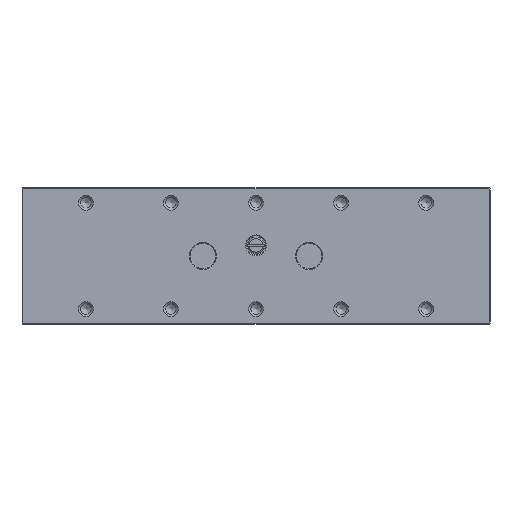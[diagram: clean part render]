
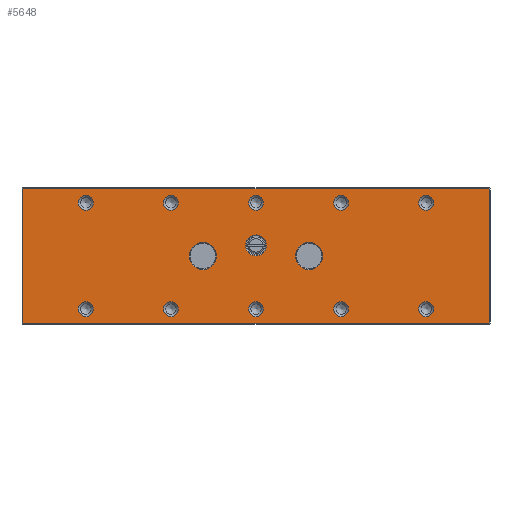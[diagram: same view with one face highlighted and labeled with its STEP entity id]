
A CAD part, top view. The second image highlights one B-rep face of the part: STEP entity #5648.
In plain terms, the highlighted planar face has unit normal (0, 0, 1).
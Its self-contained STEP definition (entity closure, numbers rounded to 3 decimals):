
#4739=FACE_BOUND('',#10563,.T.);
#4740=FACE_BOUND('',#10564,.T.);
#4741=FACE_BOUND('',#10565,.T.);
#4742=FACE_BOUND('',#10566,.T.);
#4743=FACE_BOUND('',#10567,.T.);
#4744=FACE_BOUND('',#10568,.T.);
#4745=FACE_BOUND('',#10569,.T.);
#4746=FACE_BOUND('',#10570,.T.);
#4747=FACE_BOUND('',#10571,.T.);
#4748=FACE_BOUND('',#10572,.T.);
#4749=FACE_BOUND('',#10573,.T.);
#4750=FACE_BOUND('',#10574,.T.);
#4751=FACE_BOUND('',#10575,.T.);
#4752=FACE_BOUND('',#10576,.T.);
#4912=CIRCLE('',#38731,2.45);
#4913=CIRCLE('',#38732,3.2);
#4914=CIRCLE('',#38733,3.2);
#4915=CIRCLE('',#38734,1.75);
#4916=CIRCLE('',#38735,1.75);
#4917=CIRCLE('',#38736,1.75);
#4918=CIRCLE('',#38737,1.75);
#4919=CIRCLE('',#38738,1.75);
#4920=CIRCLE('',#38739,1.75);
#4921=CIRCLE('',#38740,1.75);
#4922=CIRCLE('',#38741,1.75);
#4923=CIRCLE('',#38742,1.75);
#4924=CIRCLE('',#38743,1.75);
#5648=ADVANCED_FACE('',(#4739,#4740,#4741,#4742,#4743,#4744,#4745,#4746,
#4747,#4748,#4749,#4750,#4751,#4752),#7346,.F.);
#7346=PLANE('',#38744);
#10563=EDGE_LOOP('',(#15930));
#10564=EDGE_LOOP('',(#15931));
#10565=EDGE_LOOP('',(#15932));
#10566=EDGE_LOOP('',(#15933));
#10567=EDGE_LOOP('',(#15934));
#10568=EDGE_LOOP('',(#15935));
#10569=EDGE_LOOP('',(#15936));
#10570=EDGE_LOOP('',(#15937));
#10571=EDGE_LOOP('',(#15938));
#10572=EDGE_LOOP('',(#15939));
#10573=EDGE_LOOP('',(#15940));
#10574=EDGE_LOOP('',(#15941));
#10575=EDGE_LOOP('',(#15942));
#10576=EDGE_LOOP('',(#15943,#15944,#15945,#15946,#15947,#15948,#15949,#15950));
#15930=ORIENTED_EDGE('',*,*,#27137,.T.);
#15931=ORIENTED_EDGE('',*,*,#27138,.T.);
#15932=ORIENTED_EDGE('',*,*,#27139,.T.);
#15933=ORIENTED_EDGE('',*,*,#27140,.T.);
#15934=ORIENTED_EDGE('',*,*,#27141,.T.);
#15935=ORIENTED_EDGE('',*,*,#27142,.T.);
#15936=ORIENTED_EDGE('',*,*,#27143,.T.);
#15937=ORIENTED_EDGE('',*,*,#27144,.T.);
#15938=ORIENTED_EDGE('',*,*,#27145,.T.);
#15939=ORIENTED_EDGE('',*,*,#27146,.T.);
#15940=ORIENTED_EDGE('',*,*,#27147,.T.);
#15941=ORIENTED_EDGE('',*,*,#27148,.T.);
#15942=ORIENTED_EDGE('',*,*,#27149,.T.);
#15943=ORIENTED_EDGE('',*,*,#27150,.T.);
#15944=ORIENTED_EDGE('',*,*,#27151,.T.);
#15945=ORIENTED_EDGE('',*,*,#27152,.T.);
#15946=ORIENTED_EDGE('',*,*,#27153,.T.);
#15947=ORIENTED_EDGE('',*,*,#27154,.T.);
#15948=ORIENTED_EDGE('',*,*,#27155,.T.);
#15949=ORIENTED_EDGE('',*,*,#27156,.T.);
#15950=ORIENTED_EDGE('',*,*,#27157,.T.);
#23369=VERTEX_POINT('',#53220);
#23370=VERTEX_POINT('',#53222);
#23371=VERTEX_POINT('',#53224);
#23372=VERTEX_POINT('',#53226);
#23373=VERTEX_POINT('',#53228);
#23374=VERTEX_POINT('',#53230);
#23375=VERTEX_POINT('',#53232);
#23376=VERTEX_POINT('',#53234);
#23377=VERTEX_POINT('',#53236);
#23378=VERTEX_POINT('',#53238);
#23379=VERTEX_POINT('',#53240);
#23380=VERTEX_POINT('',#53242);
#23381=VERTEX_POINT('',#53244);
#23382=VERTEX_POINT('',#53246);
#23383=VERTEX_POINT('',#53247);
#23384=VERTEX_POINT('',#53249);
#23385=VERTEX_POINT('',#53251);
#23386=VERTEX_POINT('',#53253);
#23387=VERTEX_POINT('',#53255);
#23388=VERTEX_POINT('',#53257);
#23389=VERTEX_POINT('',#53259);
#27137=EDGE_CURVE('',#23369,#23369,#4912,.T.);
#27138=EDGE_CURVE('',#23370,#23370,#4913,.T.);
#27139=EDGE_CURVE('',#23371,#23371,#4914,.T.);
#27140=EDGE_CURVE('',#23372,#23372,#4915,.T.);
#27141=EDGE_CURVE('',#23373,#23373,#4916,.T.);
#27142=EDGE_CURVE('',#23374,#23374,#4917,.T.);
#27143=EDGE_CURVE('',#23375,#23375,#4918,.T.);
#27144=EDGE_CURVE('',#23376,#23376,#4919,.T.);
#27145=EDGE_CURVE('',#23377,#23377,#4920,.T.);
#27146=EDGE_CURVE('',#23378,#23378,#4921,.T.);
#27147=EDGE_CURVE('',#23379,#23379,#4922,.T.);
#27148=EDGE_CURVE('',#23380,#23380,#4923,.T.);
#27149=EDGE_CURVE('',#23381,#23381,#4924,.T.);
#27150=EDGE_CURVE('',#23382,#23383,#31740,.T.);
#27151=EDGE_CURVE('',#23383,#23384,#31741,.T.);
#27152=EDGE_CURVE('',#23384,#23385,#31742,.T.);
#27153=EDGE_CURVE('',#23385,#23386,#31743,.T.);
#27154=EDGE_CURVE('',#23386,#23387,#31744,.T.);
#27155=EDGE_CURVE('',#23387,#23388,#31745,.T.);
#27156=EDGE_CURVE('',#23388,#23389,#31746,.T.);
#27157=EDGE_CURVE('',#23389,#23382,#31747,.T.);
#31740=LINE('',#53245,#36086);
#31741=LINE('',#53248,#36087);
#31742=LINE('',#53250,#36088);
#31743=LINE('',#53252,#36089);
#31744=LINE('',#53254,#36090);
#31745=LINE('',#53256,#36091);
#31746=LINE('',#53258,#36092);
#31747=LINE('',#53260,#36093);
#36086=VECTOR('',#43557,1.);
#36087=VECTOR('',#43558,1.);
#36088=VECTOR('',#43559,1.);
#36089=VECTOR('',#43560,1.);
#36090=VECTOR('',#43561,1.);
#36091=VECTOR('',#43562,1.);
#36092=VECTOR('',#43563,1.);
#36093=VECTOR('',#43564,1.);
#38731=AXIS2_PLACEMENT_3D('',#53219,#43531,#43532);
#38732=AXIS2_PLACEMENT_3D('',#53221,#43533,#43534);
#38733=AXIS2_PLACEMENT_3D('',#53223,#43535,#43536);
#38734=AXIS2_PLACEMENT_3D('',#53225,#43537,#43538);
#38735=AXIS2_PLACEMENT_3D('',#53227,#43539,#43540);
#38736=AXIS2_PLACEMENT_3D('',#53229,#43541,#43542);
#38737=AXIS2_PLACEMENT_3D('',#53231,#43543,#43544);
#38738=AXIS2_PLACEMENT_3D('',#53233,#43545,#43546);
#38739=AXIS2_PLACEMENT_3D('',#53235,#43547,#43548);
#38740=AXIS2_PLACEMENT_3D('',#53237,#43549,#43550);
#38741=AXIS2_PLACEMENT_3D('',#53239,#43551,#43552);
#38742=AXIS2_PLACEMENT_3D('',#53241,#43553,#43554);
#38743=AXIS2_PLACEMENT_3D('',#53243,#43555,#43556);
#38744=AXIS2_PLACEMENT_3D('',#53261,#43565,#43566);
#43531=DIRECTION('',(0.,0.,-1.));
#43532=DIRECTION('',(-1.,0.,0.));
#43533=DIRECTION('',(0.,0.,-1.));
#43534=DIRECTION('',(-1.,0.,0.));
#43535=DIRECTION('',(0.,0.,-1.));
#43536=DIRECTION('',(-1.,0.,0.));
#43537=DIRECTION('',(0.,0.,-1.));
#43538=DIRECTION('',(-1.,0.,0.));
#43539=DIRECTION('',(0.,0.,-1.));
#43540=DIRECTION('',(-1.,0.,0.));
#43541=DIRECTION('',(0.,0.,-1.));
#43542=DIRECTION('',(-1.,0.,0.));
#43543=DIRECTION('',(0.,0.,-1.));
#43544=DIRECTION('',(-1.,0.,0.));
#43545=DIRECTION('',(0.,0.,-1.));
#43546=DIRECTION('',(-1.,0.,0.));
#43547=DIRECTION('',(0.,0.,-1.));
#43548=DIRECTION('',(-1.,0.,0.));
#43549=DIRECTION('',(0.,0.,-1.));
#43550=DIRECTION('',(-1.,0.,0.));
#43551=DIRECTION('',(0.,0.,-1.));
#43552=DIRECTION('',(-1.,0.,0.));
#43553=DIRECTION('',(0.,0.,-1.));
#43554=DIRECTION('',(-1.,0.,0.));
#43555=DIRECTION('',(0.,0.,-1.));
#43556=DIRECTION('',(-1.,0.,0.));
#43557=DIRECTION('',(-0.577,-0.816,0.));
#43558=DIRECTION('',(0.,-1.,0.));
#43559=DIRECTION('',(0.577,-0.816,0.));
#43560=DIRECTION('',(1.,0.,0.));
#43561=DIRECTION('',(0.577,0.816,0.));
#43562=DIRECTION('',(0.,1.,0.));
#43563=DIRECTION('',(-0.577,0.816,0.));
#43564=DIRECTION('',(-1.,0.,0.));
#43565=DIRECTION('',(0.,0.,-1.));
#43566=DIRECTION('',(1.,0.,0.));
#53219=CARTESIAN_POINT('',(0.,2.5,16.));
#53220=CARTESIAN_POINT('',(-2.45,2.5,16.));
#53221=CARTESIAN_POINT('',(12.5,0.,16.));
#53222=CARTESIAN_POINT('',(9.3,0.,16.));
#53223=CARTESIAN_POINT('',(-12.5,0.,16.));
#53224=CARTESIAN_POINT('',(-15.7,0.,16.));
#53225=CARTESIAN_POINT('',(40.,12.5,16.));
#53226=CARTESIAN_POINT('',(38.25,12.5,16.));
#53227=CARTESIAN_POINT('',(20.,12.5,16.));
#53228=CARTESIAN_POINT('',(18.25,12.5,16.));
#53229=CARTESIAN_POINT('',(0.,12.5,16.));
#53230=CARTESIAN_POINT('',(-1.75,12.5,16.));
#53231=CARTESIAN_POINT('',(-20.,12.5,16.));
#53232=CARTESIAN_POINT('',(-21.75,12.5,16.));
#53233=CARTESIAN_POINT('',(40.,-12.5,16.));
#53234=CARTESIAN_POINT('',(38.25,-12.5,16.));
#53235=CARTESIAN_POINT('',(20.,-12.5,16.));
#53236=CARTESIAN_POINT('',(18.25,-12.5,16.));
#53237=CARTESIAN_POINT('',(0.,-12.5,16.));
#53238=CARTESIAN_POINT('',(-1.75,-12.5,16.));
#53239=CARTESIAN_POINT('',(-20.,-12.5,16.));
#53240=CARTESIAN_POINT('',(-21.75,-12.5,16.));
#53241=CARTESIAN_POINT('',(-40.,12.5,16.));
#53242=CARTESIAN_POINT('',(-41.75,12.5,16.));
#53243=CARTESIAN_POINT('',(-40.,-12.5,16.));
#53244=CARTESIAN_POINT('',(-41.75,-12.5,16.));
#53245=CARTESIAN_POINT('',(-54.82,15.49,16.));
#53246=CARTESIAN_POINT('',(-54.6,15.8,16.));
#53247=CARTESIAN_POINT('',(-54.8,15.517,16.));
#53248=CARTESIAN_POINT('',(-54.8,16.,16.));
#53249=CARTESIAN_POINT('',(-54.8,-15.517,16.));
#53250=CARTESIAN_POINT('',(-54.82,-15.49,16.));
#53251=CARTESIAN_POINT('',(-54.6,-15.8,16.));
#53252=CARTESIAN_POINT('',(55.,-15.8,16.));
#53253=CARTESIAN_POINT('',(54.6,-15.8,16.));
#53254=CARTESIAN_POINT('',(54.82,-15.49,16.));
#53255=CARTESIAN_POINT('',(54.8,-15.517,16.));
#53256=CARTESIAN_POINT('',(54.8,15.234,16.));
#53257=CARTESIAN_POINT('',(54.8,15.517,16.));
#53258=CARTESIAN_POINT('',(54.82,15.49,16.));
#53259=CARTESIAN_POINT('',(54.6,15.8,16.));
#53260=CARTESIAN_POINT('',(55.,15.8,16.));
#53261=CARTESIAN_POINT('',(55.,16.,16.));
